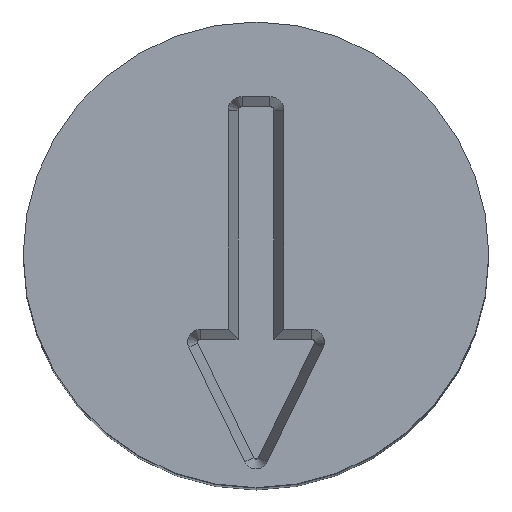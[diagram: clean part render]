
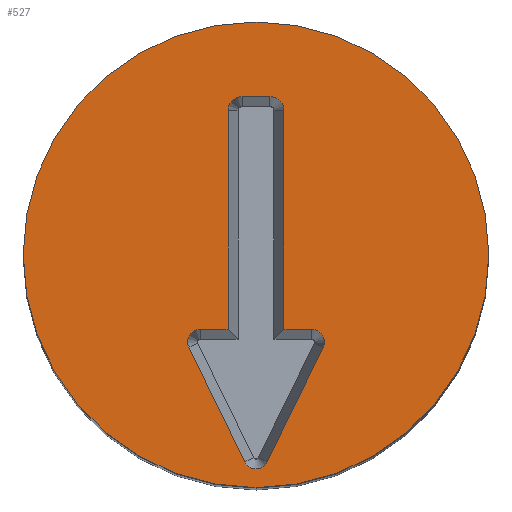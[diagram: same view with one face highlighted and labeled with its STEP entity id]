
A CAD part, top view. The second image highlights one B-rep face of the part: STEP entity #527.
In plain terms, the highlighted planar face has unit normal (0, 0, 1).
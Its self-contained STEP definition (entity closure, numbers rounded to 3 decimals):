
#30=FACE_BOUND('',#115,.T.);
#43=PLANE('',#657);
#80=FACE_OUTER_BOUND('',#114,.T.);
#114=EDGE_LOOP('',(#472));
#115=EDGE_LOOP('',(#473,#474,#475,#476,#477,#478,#479,#480,#481,#482,#483,
#484));
#127=LINE('',#897,#166);
#130=LINE('',#903,#169);
#134=LINE('',#915,#173);
#138=LINE('',#927,#177);
#142=LINE('',#939,#181);
#145=LINE('',#945,#184);
#149=LINE('',#957,#188);
#166=VECTOR('',#733,10.);
#169=VECTOR('',#738,10.);
#173=VECTOR('',#750,10.);
#177=VECTOR('',#762,10.);
#181=VECTOR('',#774,10.);
#184=VECTOR('',#779,10.);
#188=VECTOR('',#791,10.);
#211=CIRCLE('',#626,0.135);
#213=CIRCLE('',#630,0.135);
#215=CIRCLE('',#634,0.135);
#217=CIRCLE('',#639,0.15);
#219=CIRCLE('',#643,0.15);
#225=CIRCLE('',#655,2.5);
#244=VERTEX_POINT('',#894);
#245=VERTEX_POINT('',#896);
#247=VERTEX_POINT('',#902);
#249=VERTEX_POINT('',#908);
#251=VERTEX_POINT('',#914);
#253=VERTEX_POINT('',#920);
#255=VERTEX_POINT('',#926);
#257=VERTEX_POINT('',#932);
#259=VERTEX_POINT('',#938);
#261=VERTEX_POINT('',#944);
#263=VERTEX_POINT('',#950);
#265=VERTEX_POINT('',#956);
#271=VERTEX_POINT('',#981);
#299=EDGE_CURVE('',#245,#244,#127,.T.);
#302=EDGE_CURVE('',#247,#245,#130,.T.);
#305=EDGE_CURVE('',#249,#247,#211,.T.);
#308=EDGE_CURVE('',#251,#249,#134,.T.);
#311=EDGE_CURVE('',#253,#251,#213,.T.);
#314=EDGE_CURVE('',#255,#253,#138,.T.);
#317=EDGE_CURVE('',#257,#255,#215,.T.);
#320=EDGE_CURVE('',#259,#257,#142,.T.);
#323=EDGE_CURVE('',#261,#259,#145,.T.);
#326=EDGE_CURVE('',#263,#261,#217,.T.);
#329=EDGE_CURVE('',#265,#263,#149,.T.);
#332=EDGE_CURVE('',#244,#265,#219,.T.);
#341=EDGE_CURVE('',#271,#271,#225,.T.);
#472=ORIENTED_EDGE('',*,*,#341,.F.);
#473=ORIENTED_EDGE('',*,*,#299,.T.);
#474=ORIENTED_EDGE('',*,*,#332,.T.);
#475=ORIENTED_EDGE('',*,*,#329,.T.);
#476=ORIENTED_EDGE('',*,*,#326,.T.);
#477=ORIENTED_EDGE('',*,*,#323,.T.);
#478=ORIENTED_EDGE('',*,*,#320,.T.);
#479=ORIENTED_EDGE('',*,*,#317,.T.);
#480=ORIENTED_EDGE('',*,*,#314,.T.);
#481=ORIENTED_EDGE('',*,*,#311,.T.);
#482=ORIENTED_EDGE('',*,*,#308,.T.);
#483=ORIENTED_EDGE('',*,*,#305,.T.);
#484=ORIENTED_EDGE('',*,*,#302,.T.);
#527=ADVANCED_FACE('',(#80,#30),#43,.F.);
#626=AXIS2_PLACEMENT_3D('',#909,#744,#745);
#630=AXIS2_PLACEMENT_3D('',#921,#756,#757);
#634=AXIS2_PLACEMENT_3D('',#933,#768,#769);
#639=AXIS2_PLACEMENT_3D('',#951,#785,#786);
#643=AXIS2_PLACEMENT_3D('',#961,#797,#798);
#655=AXIS2_PLACEMENT_3D('',#982,#824,#825);
#657=AXIS2_PLACEMENT_3D('',#985,#829,#830);
#733=DIRECTION('',(0.,1.,0.));
#738=DIRECTION('',(1.,0.,0.));
#744=DIRECTION('center_axis',(0.,0.,-1.));
#745=DIRECTION('ref_axis',(0.,1.,0.));
#750=DIRECTION('',(-0.438,0.899,0.));
#756=DIRECTION('center_axis',(0.,0.,-1.));
#757=DIRECTION('ref_axis',(-0.899,-0.438,0.));
#762=DIRECTION('',(-0.438,-0.899,0.));
#768=DIRECTION('center_axis',(0.,0.,-1.));
#769=DIRECTION('ref_axis',(0.899,-0.438,0.));
#774=DIRECTION('',(1.,0.,0.));
#779=DIRECTION('',(0.,-1.,0.));
#785=DIRECTION('center_axis',(0.,0.,-1.));
#786=DIRECTION('ref_axis',(1.,0.,0.));
#791=DIRECTION('',(1.,0.,0.));
#797=DIRECTION('center_axis',(0.,0.,-1.));
#798=DIRECTION('ref_axis',(0.,1.,0.));
#824=DIRECTION('center_axis',(0.,0.,-1.));
#825=DIRECTION('ref_axis',(-1.,0.,0.));
#829=DIRECTION('center_axis',(0.,0.,-1.));
#830=DIRECTION('ref_axis',(-1.,0.,0.));
#894=CARTESIAN_POINT('',(-0.3,1.55,2.8));
#896=CARTESIAN_POINT('',(-0.3,-0.8,2.8));
#897=CARTESIAN_POINT('',(-0.3,0.775,2.8));
#902=CARTESIAN_POINT('',(-0.6,-0.8,2.8));
#903=CARTESIAN_POINT('',(-0.15,-0.8,2.8));
#908=CARTESIAN_POINT('',(-0.721,-0.994,2.8));
#909=CARTESIAN_POINT('Origin',(-0.6,-0.935,2.8));
#914=CARTESIAN_POINT('',(-0.121,-2.224,2.8));
#915=CARTESIAN_POINT('',(-0.848,-0.735,2.8));
#920=CARTESIAN_POINT('',(0.121,-2.224,2.8));
#921=CARTESIAN_POINT('Origin',(0.,-2.165,2.8));
#926=CARTESIAN_POINT('',(0.721,-0.994,2.8));
#927=CARTESIAN_POINT('',(0.548,-1.35,2.8));
#932=CARTESIAN_POINT('',(0.6,-0.8,2.8));
#933=CARTESIAN_POINT('Origin',(0.6,-0.935,2.8));
#938=CARTESIAN_POINT('',(0.3,-0.8,2.8));
#939=CARTESIAN_POINT('',(0.3,-0.8,2.8));
#944=CARTESIAN_POINT('',(0.3,1.55,2.8));
#945=CARTESIAN_POINT('',(0.3,-0.4,2.8));
#950=CARTESIAN_POINT('',(0.15,1.7,2.8));
#951=CARTESIAN_POINT('Origin',(0.15,1.55,2.8));
#956=CARTESIAN_POINT('',(-0.15,1.7,2.8));
#957=CARTESIAN_POINT('',(0.075,1.7,2.8));
#961=CARTESIAN_POINT('Origin',(-0.15,1.55,2.8));
#981=CARTESIAN_POINT('',(2.5,0.,2.8));
#982=CARTESIAN_POINT('Origin',(0.,0.,2.8));
#985=CARTESIAN_POINT('Origin',(0.,0.,2.8));
